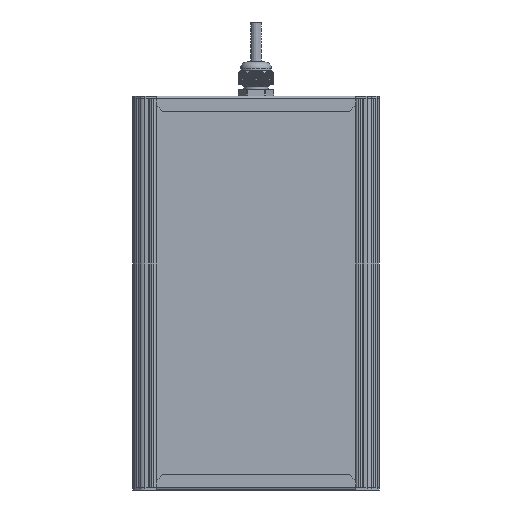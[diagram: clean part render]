
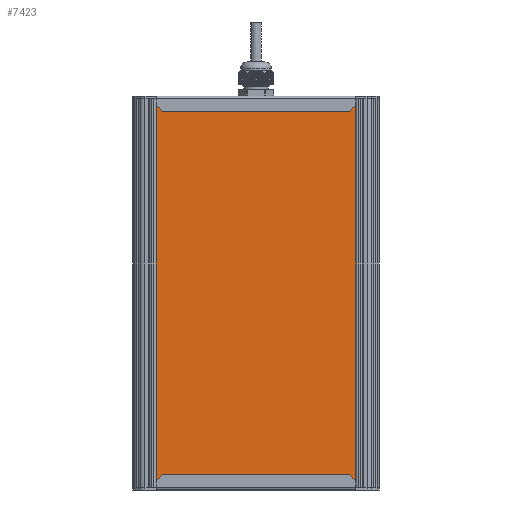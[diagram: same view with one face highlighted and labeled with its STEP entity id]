
A CAD part, front view. The second image highlights one B-rep face of the part: STEP entity #7423.
In plain terms, the highlighted face is planar.
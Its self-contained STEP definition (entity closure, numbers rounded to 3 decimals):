
#7423=ADVANCED_FACE('',(#18923),#18925,.T.);
#18923=FACE_BOUND('',#18924,.T.);
#18924=EDGE_LOOP('',(#50099,#50100,#50101,#50102));
#18925=PLANE('',#18926);
#18926=AXIS2_PLACEMENT_3D('',#18927,#18928,#18929);
#18927=CARTESIAN_POINT('',(2111.497,401.002,-34.582));
#18928=DIRECTION('',(0.,0.,-1.));
#18929=DIRECTION('',(0.,1.,0.));
#50099=ORIENTED_EDGE('',*,*,#59183,.F.);
#50100=ORIENTED_EDGE('',*,*,#59182,.T.);
#50101=ORIENTED_EDGE('',*,*,#59184,.F.);
#50102=ORIENTED_EDGE('',*,*,#59185,.F.);
#59182=EDGE_CURVE('',#66280,#66284,#66286,.T.);
#59183=EDGE_CURVE('',#66280,#66287,#66288,.T.);
#59184=EDGE_CURVE('',#66289,#66284,#66290,.T.);
#59185=EDGE_CURVE('',#66287,#66289,#66291,.T.);
#66280=VERTEX_POINT('',#96249);
#66284=VERTEX_POINT('',#96257);
#66286=LINE('',#96261,#96262);
#66287=VERTEX_POINT('',#96264);
#66288=LINE('',#96265,#96266);
#66289=VERTEX_POINT('',#96268);
#66290=LINE('',#96269,#96270);
#66291=LINE('',#96272,#96273);
#96249=CARTESIAN_POINT('',(2111.497,565.13,-34.582));
#96257=CARTESIAN_POINT('',(2407.497,565.13,-34.582));
#96261=CARTESIAN_POINT('',(2111.497,565.13,-34.582));
#96262=VECTOR('',#96263,1.);
#96263=DIRECTION('',(1.,0.,0.));
#96264=CARTESIAN_POINT('',(2111.497,401.002,-34.582));
#96265=CARTESIAN_POINT('',(2111.497,565.13,-34.582));
#96266=VECTOR('',#96267,1.);
#96267=DIRECTION('',(0.,-1.,0.));
#96268=CARTESIAN_POINT('',(2407.497,401.002,-34.582));
#96269=CARTESIAN_POINT('',(2407.497,401.002,-34.582));
#96270=VECTOR('',#96271,1.);
#96271=DIRECTION('',(0.,1.,0.));
#96272=CARTESIAN_POINT('',(2111.497,401.002,-34.582));
#96273=VECTOR('',#96274,1.);
#96274=DIRECTION('',(1.,0.,0.));
